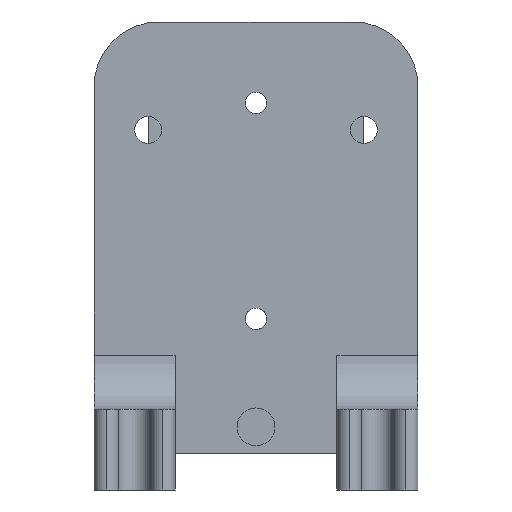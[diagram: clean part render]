
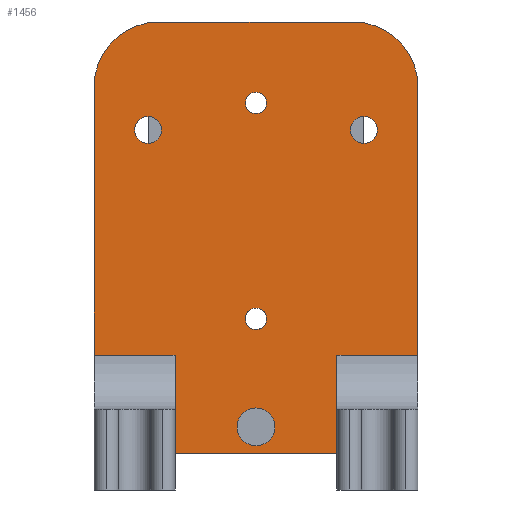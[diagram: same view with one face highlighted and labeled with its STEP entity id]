
A CAD part, front view. The second image highlights one B-rep face of the part: STEP entity #1456.
In plain terms, the highlighted planar face has unit normal (0, -1, 0).
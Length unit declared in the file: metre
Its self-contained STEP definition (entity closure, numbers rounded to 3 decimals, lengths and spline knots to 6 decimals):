
#21=PLANE('',#1589);
#108=LINE('',#2280,#244);
#142=LINE('',#2414,#278);
#143=LINE('',#2420,#279);
#144=LINE('',#2434,#280);
#145=LINE('',#2436,#281);
#146=LINE('',#2440,#282);
#147=LINE('',#2444,#283);
#148=LINE('',#2445,#284);
#149=LINE('',#2446,#285);
#244=VECTOR('',#1779,1.);
#278=VECTOR('',#1869,1.);
#279=VECTOR('',#1876,1.);
#280=VECTOR('',#1891,1.);
#281=VECTOR('',#1892,1.);
#282=VECTOR('',#1895,1.);
#283=VECTOR('',#1898,1.);
#284=VECTOR('',#1899,1.);
#285=VECTOR('',#1900,1.);
#495=ORIENTED_EDGE('',*,*,#898,.T.);
#496=ORIENTED_EDGE('',*,*,#899,.F.);
#497=ORIENTED_EDGE('',*,*,#900,.F.);
#498=ORIENTED_EDGE('',*,*,#901,.F.);
#499=ORIENTED_EDGE('',*,*,#902,.F.);
#500=ORIENTED_EDGE('',*,*,#896,.T.);
#501=ORIENTED_EDGE('',*,*,#903,.T.);
#502=ORIENTED_EDGE('',*,*,#904,.F.);
#503=ORIENTED_EDGE('',*,*,#905,.T.);
#504=ORIENTED_EDGE('',*,*,#906,.F.);
#505=ORIENTED_EDGE('',*,*,#907,.T.);
#506=ORIENTED_EDGE('',*,*,#908,.T.);
#507=ORIENTED_EDGE('',*,*,#893,.T.);
#508=ORIENTED_EDGE('',*,*,#909,.F.);
#509=ORIENTED_EDGE('',*,*,#836,.T.);
#510=ORIENTED_EDGE('',*,*,#910,.T.);
#836=EDGE_CURVE('',#1042,#1041,#108,.T.);
#893=EDGE_CURVE('',#1092,#1091,#142,.F.);
#896=EDGE_CURVE('',#1094,#1093,#143,.F.);
#898=EDGE_CURVE('',#1095,#1095,#1170,.T.);
#899=EDGE_CURVE('',#1096,#1096,#1171,.T.);
#900=EDGE_CURVE('',#1097,#1097,#1172,.T.);
#901=EDGE_CURVE('',#1098,#1098,#1173,.T.);
#902=EDGE_CURVE('',#1099,#1099,#1174,.T.);
#903=EDGE_CURVE('',#1093,#1100,#144,.T.);
#904=EDGE_CURVE('',#1101,#1100,#145,.T.);
#905=EDGE_CURVE('',#1101,#1102,#1175,.T.);
#906=EDGE_CURVE('',#1103,#1102,#146,.T.);
#907=EDGE_CURVE('',#1103,#1104,#1176,.T.);
#908=EDGE_CURVE('',#1104,#1092,#147,.T.);
#909=EDGE_CURVE('',#1042,#1091,#148,.T.);
#910=EDGE_CURVE('',#1041,#1094,#149,.T.);
#1041=VERTEX_POINT('',#2279);
#1042=VERTEX_POINT('',#2281);
#1091=VERTEX_POINT('',#2413);
#1092=VERTEX_POINT('',#2415);
#1093=VERTEX_POINT('',#2419);
#1094=VERTEX_POINT('',#2421);
#1095=VERTEX_POINT('',#2425);
#1096=VERTEX_POINT('',#2427);
#1097=VERTEX_POINT('',#2429);
#1098=VERTEX_POINT('',#2431);
#1099=VERTEX_POINT('',#2433);
#1100=VERTEX_POINT('',#2435);
#1101=VERTEX_POINT('',#2437);
#1102=VERTEX_POINT('',#2439);
#1103=VERTEX_POINT('',#2441);
#1104=VERTEX_POINT('',#2443);
#1170=CIRCLE('',#1590,0.0035);
#1171=CIRCLE('',#1591,0.0025);
#1172=CIRCLE('',#1592,0.002);
#1173=CIRCLE('',#1593,0.0025);
#1174=CIRCLE('',#1594,0.002);
#1175=CIRCLE('',#1595,0.012);
#1176=CIRCLE('',#1596,0.012);
#1218=EDGE_LOOP('',(#495));
#1219=EDGE_LOOP('',(#496));
#1220=EDGE_LOOP('',(#497));
#1221=EDGE_LOOP('',(#498));
#1222=EDGE_LOOP('',(#499));
#1223=EDGE_LOOP('',(#500,#501,#502,#503,#504,#505,#506,#507,#508,#509,#510));
#1324=FACE_BOUND('',#1218,.T.);
#1325=FACE_BOUND('',#1219,.T.);
#1326=FACE_BOUND('',#1220,.T.);
#1327=FACE_BOUND('',#1221,.T.);
#1328=FACE_BOUND('',#1222,.T.);
#1329=FACE_BOUND('',#1223,.T.);
#1456=ADVANCED_FACE('',(#1324,#1325,#1326,#1327,#1328,#1329),#21,.T.);
#1589=AXIS2_PLACEMENT_3D('',#2423,#1879,#1880);
#1590=AXIS2_PLACEMENT_3D('',#2424,#1881,#1882);
#1591=AXIS2_PLACEMENT_3D('',#2426,#1883,#1884);
#1592=AXIS2_PLACEMENT_3D('',#2428,#1885,#1886);
#1593=AXIS2_PLACEMENT_3D('',#2430,#1887,#1888);
#1594=AXIS2_PLACEMENT_3D('',#2432,#1889,#1890);
#1595=AXIS2_PLACEMENT_3D('',#2438,#1893,#1894);
#1596=AXIS2_PLACEMENT_3D('',#2442,#1896,#1897);
#1779=DIRECTION('',(1.,0.,0.));
#1869=DIRECTION('',(-1.,0.,0.));
#1876=DIRECTION('',(-1.,0.,0.));
#1879=DIRECTION('',(0.,-1.,0.));
#1880=DIRECTION('',(1.,0.,0.));
#1881=DIRECTION('',(0.,1.,0.));
#1882=DIRECTION('',(0.,0.,1.));
#1883=DIRECTION('',(0.,-1.,0.));
#1884=DIRECTION('',(0.,0.,-1.));
#1885=DIRECTION('',(0.,-1.,0.));
#1886=DIRECTION('',(0.,0.,-1.));
#1887=DIRECTION('',(0.,-1.,0.));
#1888=DIRECTION('',(0.,0.,-1.));
#1889=DIRECTION('',(0.,-1.,0.));
#1890=DIRECTION('',(0.,0.,-1.));
#1891=DIRECTION('',(0.,0.,-1.));
#1892=DIRECTION('',(0.,0.,-1.));
#1893=DIRECTION('',(0.,-1.,0.));
#1894=DIRECTION('',(0.,0.,-1.));
#1895=DIRECTION('',(1.,0.,0.));
#1896=DIRECTION('',(0.,-1.,0.));
#1897=DIRECTION('',(0.,0.,-1.));
#1898=DIRECTION('',(0.,0.,-1.));
#1899=DIRECTION('',(0.,0.,1.));
#1900=DIRECTION('',(0.,0.,1.));
#2279=CARTESIAN_POINT('',(0.008,-0.005,-0.036845));
#2280=CARTESIAN_POINT('',(-0.006995,-0.005,-0.036845));
#2281=CARTESIAN_POINT('',(-0.022,-0.005,-0.036845));
#2413=CARTESIAN_POINT('',(-0.022,-0.005,-0.018539));
#2414=CARTESIAN_POINT('',(-0.037,-0.005,-0.018539));
#2415=CARTESIAN_POINT('',(-0.036995,-0.005,-0.018539));
#2419=CARTESIAN_POINT('',(0.023,-0.005,-0.018539));
#2420=CARTESIAN_POINT('',(-0.006995,-0.005,-0.018539));
#2421=CARTESIAN_POINT('',(0.008,-0.005,-0.018539));
#2423=CARTESIAN_POINT('',(-0.006995,-0.005,0.003155));
#2424=CARTESIAN_POINT('',(-0.007,-0.005,-0.031845));
#2425=CARTESIAN_POINT('',(-0.007,-0.005,-0.028345));
#2426=CARTESIAN_POINT('',(-0.027,-0.005,0.023155));
#2427=CARTESIAN_POINT('',(-0.027,-0.005,0.020655));
#2428=CARTESIAN_POINT('',(-0.007,-0.005,0.028155));
#2429=CARTESIAN_POINT('',(-0.007,-0.005,0.026155));
#2430=CARTESIAN_POINT('',(0.013,-0.005,0.023155));
#2431=CARTESIAN_POINT('',(0.013,-0.005,0.020655));
#2432=CARTESIAN_POINT('',(-0.007,-0.005,-0.011845));
#2433=CARTESIAN_POINT('',(-0.007,-0.005,-0.013845));
#2434=CARTESIAN_POINT('',(0.023,-0.005,-0.036039));
#2435=CARTESIAN_POINT('',(0.023002,-0.005,-0.028539));
#2436=CARTESIAN_POINT('',(0.023005,-0.005,0.003155));
#2437=CARTESIAN_POINT('',(0.023005,-0.005,0.031155));
#2438=CARTESIAN_POINT('',(0.011005,-0.005,0.031155));
#2439=CARTESIAN_POINT('',(0.011005,-0.005,0.043155));
#2440=CARTESIAN_POINT('',(-0.006995,-0.005,0.043155));
#2441=CARTESIAN_POINT('',(-0.024995,-0.005,0.043155));
#2442=CARTESIAN_POINT('',(-0.024995,-0.005,0.031155));
#2443=CARTESIAN_POINT('',(-0.036995,-0.005,0.031155));
#2444=CARTESIAN_POINT('',(-0.036995,-0.005,0.003155));
#2445=CARTESIAN_POINT('',(-0.022,-0.005,0.003155));
#2446=CARTESIAN_POINT('',(0.008,-0.005,0.003155));
